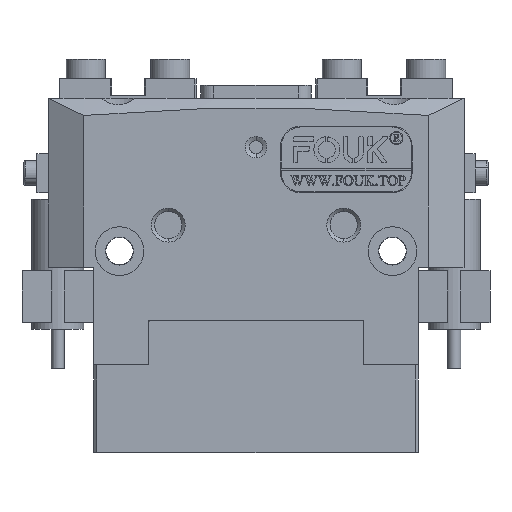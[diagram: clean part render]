
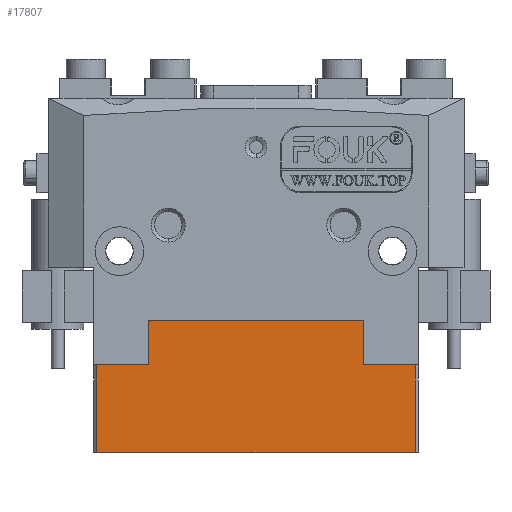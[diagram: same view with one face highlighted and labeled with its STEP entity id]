
A CAD part, front view. The second image highlights one B-rep face of the part: STEP entity #17807.
In plain terms, the highlighted face is planar.
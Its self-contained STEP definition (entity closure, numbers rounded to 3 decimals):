
#34 = ORIENTED_EDGE ( 'NONE', *, *, #31730, .T. ) ;
#538 = CARTESIAN_POINT ( 'NONE',  ( 16.5, 0., 18.5 ) ) ;
#978 = CARTESIAN_POINT ( 'NONE',  ( 16.2, 6.8, 18.5 ) ) ;
#1128 = EDGE_LOOP ( 'NONE', ( #12758, #34327, #5069, #34039, #28242, #25785, #19476, #22996, #12627, #34 ) ) ;
#1147 = EDGE_CURVE ( 'NONE', #33433, #1162, #2208, .T. ) ;
#1162 = VERTEX_POINT ( 'NONE', #30824 ) ;
#1484 = DIRECTION ( 'NONE',  ( -0.707, -0.707, 0. ) ) ;
#1943 = VECTOR ( 'NONE', #25939, 1000. ) ;
#2208 = LINE ( 'NONE', #33788, #31284 ) ;
#2418 = VERTEX_POINT ( 'NONE', #3827 ) ;
#3715 = EDGE_CURVE ( 'NONE', #10237, #2418, #12225, .T. ) ;
#3739 = DIRECTION ( 'NONE',  ( 0., 1., 0. ) ) ;
#3821 = VERTEX_POINT ( 'NONE', #26602 ) ;
#3827 = CARTESIAN_POINT ( 'NONE',  ( 24.5, 0., 18.5 ) ) ;
#3831 = VERTEX_POINT ( 'NONE', #29689 ) ;
#5069 = ORIENTED_EDGE ( 'NONE', *, *, #22164, .T. ) ;
#5156 = VECTOR ( 'NONE', #30909, 1000. ) ;
#5169 = DIRECTION ( 'NONE',  ( 0., 0., -1. ) ) ;
#5181 = EDGE_CURVE ( 'NONE', #36398, #3831, #6351, .T. ) ;
#6088 = EDGE_CURVE ( 'NONE', #22467, #19201, #9906, .T. ) ;
#6093 = CARTESIAN_POINT ( 'NONE',  ( -16.5, 6.8, 18.5 ) ) ;
#6287 = DIRECTION ( 'NONE',  ( 0., 1., 0. ) ) ;
#6351 = LINE ( 'NONE', #978, #33278 ) ;
#7621 = EDGE_CURVE ( 'NONE', #3821, #33433, #28752, .T. ) ;
#7786 = LINE ( 'NONE', #11830, #32002 ) ;
#7878 = PLANE ( 'NONE',  #28304 ) ;
#8117 = DIRECTION ( 'NONE',  ( -1., 0., 0. ) ) ;
#9026 = VECTOR ( 'NONE', #17965, 1000. ) ;
#9906 = LINE ( 'NONE', #12503, #11179 ) ;
#9974 = VERTEX_POINT ( 'NONE', #538 ) ;
#10237 = VERTEX_POINT ( 'NONE', #30609 ) ;
#10710 = CARTESIAN_POINT ( 'NONE',  ( -16.5, 6.5, 18.5 ) ) ;
#11179 = VECTOR ( 'NONE', #1484, 1000. ) ;
#11323 = LINE ( 'NONE', #17008, #5156 ) ;
#11830 = CARTESIAN_POINT ( 'NONE',  ( 16.5, 6.8, 18.5 ) ) ;
#12000 = CARTESIAN_POINT ( 'NONE',  ( 24.5, 0., 18.5 ) ) ;
#12225 = LINE ( 'NONE', #12000, #23223 ) ;
#12503 = CARTESIAN_POINT ( 'NONE',  ( -16.5, 6.5, 18.5 ) ) ;
#12588 = CARTESIAN_POINT ( 'NONE',  ( 16.5, 6.5, 18.5 ) ) ;
#12627 = ORIENTED_EDGE ( 'NONE', *, *, #3715, .T. ) ;
#12758 = ORIENTED_EDGE ( 'NONE', *, *, #18878, .T. ) ;
#13813 = VECTOR ( 'NONE', #23776, 1000. ) ;
#14517 = CARTESIAN_POINT ( 'NONE',  ( 25., -13.5, 18.5 ) ) ;
#14881 = VECTOR ( 'NONE', #23679, 1000. ) ;
#16957 = LINE ( 'NONE', #14517, #1943 ) ;
#17008 = CARTESIAN_POINT ( 'NONE',  ( 16.5, 0., 18.5 ) ) ;
#17807 = ADVANCED_FACE ( 'NONE', ( #21922 ), #7878, .F. ) ;
#17965 = DIRECTION ( 'NONE',  ( 0., -1., 0. ) ) ;
#18878 = EDGE_CURVE ( 'NONE', #9974, #36398, #7786, .T. ) ;
#19201 = VERTEX_POINT ( 'NONE', #10710 ) ;
#19476 = ORIENTED_EDGE ( 'NONE', *, *, #1147, .T. ) ;
#21332 = EDGE_CURVE ( 'NONE', #1162, #10237, #16957, .T. ) ;
#21922 = FACE_OUTER_BOUND ( 'NONE', #1128, .T. ) ;
#22164 = EDGE_CURVE ( 'NONE', #3831, #22467, #30748, .T. ) ;
#22467 = VERTEX_POINT ( 'NONE', #25025 ) ;
#22996 = ORIENTED_EDGE ( 'NONE', *, *, #21332, .T. ) ;
#23223 = VECTOR ( 'NONE', #3739, 1000. ) ;
#23679 = DIRECTION ( 'NONE',  ( -1., 0., 0. ) ) ;
#23735 = CARTESIAN_POINT ( 'NONE',  ( -16.5, 0., 18.5 ) ) ;
#23776 = DIRECTION ( 'NONE',  ( -1., 0., 0. ) ) ;
#24663 = EDGE_CURVE ( 'NONE', #19201, #3821, #30611, .T. ) ;
#25025 = CARTESIAN_POINT ( 'NONE',  ( -16.2, 6.8, 18.5 ) ) ;
#25785 = ORIENTED_EDGE ( 'NONE', *, *, #7621, .T. ) ;
#25939 = DIRECTION ( 'NONE',  ( 1., 0., 0. ) ) ;
#26602 = CARTESIAN_POINT ( 'NONE',  ( -16.5, 0., 18.5 ) ) ;
#26841 = CARTESIAN_POINT ( 'NONE',  ( -25., 0., 18.5 ) ) ;
#27844 = DIRECTION ( 'NONE',  ( 0., -1., 0. ) ) ;
#28242 = ORIENTED_EDGE ( 'NONE', *, *, #24663, .T. ) ;
#28304 = AXIS2_PLACEMENT_3D ( 'NONE', #33631, #5169, #8117 ) ;
#28752 = LINE ( 'NONE', #26841, #13813 ) ;
#29689 = CARTESIAN_POINT ( 'NONE',  ( 16.2, 6.8, 18.5 ) ) ;
#30502 = CARTESIAN_POINT ( 'NONE',  ( -24.5, 0., 18.5 ) ) ;
#30609 = CARTESIAN_POINT ( 'NONE',  ( 24.5, -13.5, 18.5 ) ) ;
#30611 = LINE ( 'NONE', #23735, #9026 ) ;
#30748 = LINE ( 'NONE', #6093, #14881 ) ;
#30824 = CARTESIAN_POINT ( 'NONE',  ( -24.5, -13.5, 18.5 ) ) ;
#30909 = DIRECTION ( 'NONE',  ( -1., 0., 0. ) ) ;
#31284 = VECTOR ( 'NONE', #27844, 1000. ) ;
#31730 = EDGE_CURVE ( 'NONE', #2418, #9974, #11323, .T. ) ;
#32002 = VECTOR ( 'NONE', #6287, 1000. ) ;
#32410 = DIRECTION ( 'NONE',  ( -0.707, 0.707, 0. ) ) ;
#33278 = VECTOR ( 'NONE', #32410, 1000. ) ;
#33433 = VERTEX_POINT ( 'NONE', #30502 ) ;
#33631 = CARTESIAN_POINT ( 'NONE',  ( 0., 0., 18.5 ) ) ;
#33788 = CARTESIAN_POINT ( 'NONE',  ( -24.5, 0., 18.5 ) ) ;
#34039 = ORIENTED_EDGE ( 'NONE', *, *, #6088, .T. ) ;
#34327 = ORIENTED_EDGE ( 'NONE', *, *, #5181, .T. ) ;
#36398 = VERTEX_POINT ( 'NONE', #12588 ) ;
